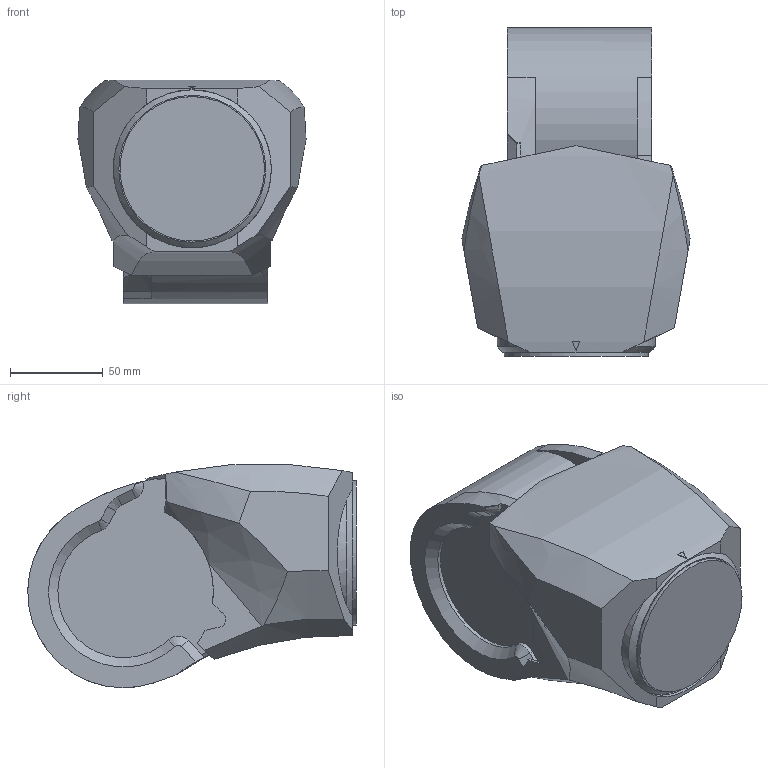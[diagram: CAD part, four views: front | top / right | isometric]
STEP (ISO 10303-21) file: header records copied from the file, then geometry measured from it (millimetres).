
FILE_DESCRIPTION(/* description */ (''),/* implementation_level */ '2;1');
FILE_NAME(/* name */ 'Z_1_ipt_97491d4c.STEP',/* time_stamp */ '2023-04-04T17:35:04+02:00',/* author */ ('AdminForWorker'),/* organization */ (''),/* preprocessor_version */ 'ST-DEVELOPER v18.1',/* originating_system */ 'Autodesk Inventor 2021',/* authorisation */ '');
FILE_SCHEMA (('AUTOMOTIVE_DESIGN { 1 0 10303 214 3 1 1 }'));
Length unit declared in the file: millimetre
Products named in the file (1): Z_1
Bounding box: 123.24 x 177.38 x 120.72 mm (x, y, z)
Volume: 1116061.1 mm3; surface area: 148607.3 mm2
Topology: 1 solids, 1 shells, 145 faces, 448 edges, 293 vertices
Faces by surface type: plane 78, cylinder 37, bspline 19, cone 11
Full cylindrical faces by diameter (mm): 78 x2, 78.07 x1, 85.346 x1
Entity records: 6701 total; most frequent: CARTESIAN_POINT 2748, ORIENTED_EDGE 896, DIRECTION 760, EDGE_CURVE 448, VERTEX_POINT 293, AXIS2_PLACEMENT_3D 290, LINE 180, VECTOR 180
